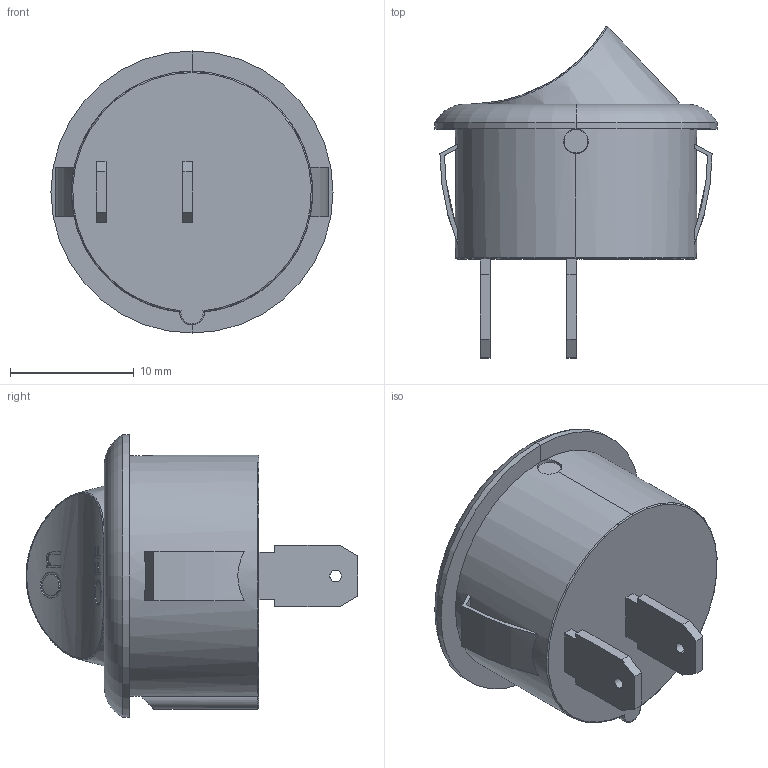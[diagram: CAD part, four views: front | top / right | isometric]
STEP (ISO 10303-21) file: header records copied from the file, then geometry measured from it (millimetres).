
FILE_DESCRIPTION (( 'STEP AP203' ), '1' );
FILE_NAME ('On Off Swith.STEP', '2018-11-27T09:45:46', ( '' ), ( '' ), 'SwSTEP 2.0', 'SolidWorks 2017', '' );
FILE_SCHEMA (( 'CONFIG_CONTROL_DESIGN' ));
Length unit declared in the file: millimetre
Products named in the file (1): On Off Swith
Bounding box: 22.8 x 26.83 x 22.8 mm (x, y, z)
Volume: 2626.4 mm3; surface area: 3208.8 mm2
Topology: 2 solids, 2 shells, 129 faces, 342 edges, 225 vertices
Faces by surface type: plane 66, cylinder 32, bspline 24, torus 5, cone 2
Entity records: 5952 total; most frequent: CARTESIAN_POINT 2820, ORIENTED_EDGE 684, DIRECTION 546, EDGE_CURVE 342, VERTEX_POINT 225, AXIS2_PLACEMENT_3D 182, LINE 182, VECTOR 182
